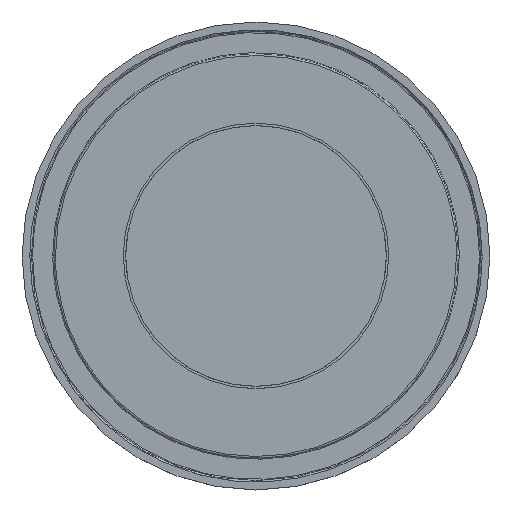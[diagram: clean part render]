
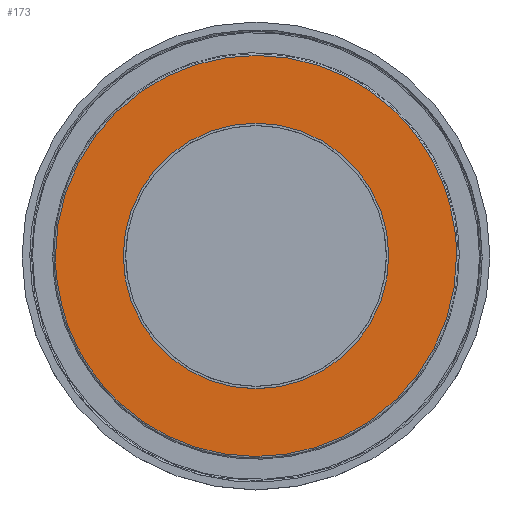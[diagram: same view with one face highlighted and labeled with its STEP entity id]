
A CAD part, top view. The second image highlights one B-rep face of the part: STEP entity #173.
In plain terms, the highlighted planar face has unit normal (0, 0, 1).
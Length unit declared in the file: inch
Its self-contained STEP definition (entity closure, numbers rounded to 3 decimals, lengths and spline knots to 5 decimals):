
#44 = DIRECTION ( 'NONE',  ( 0., 0., 1. ) ) ;
#99 = VERTEX_POINT ( 'NONE', #536 ) ;
#157 = EDGE_LOOP ( 'NONE', ( #2231, #2408 ) ) ;
#173 = ADVANCED_FACE ( 'NONE', ( #387, #1722 ), #2406, .F. ) ;
#205 = CIRCLE ( 'NONE', #256, 1.4525 ) ;
#254 = DIRECTION ( 'NONE',  ( 0., 0., 1. ) ) ;
#256 = AXIS2_PLACEMENT_3D ( 'NONE', #2293, #254, #1380 ) ;
#342 = AXIS2_PLACEMENT_3D ( 'NONE', #755, #44, #1202 ) ;
#376 = CARTESIAN_POINT ( 'NONE',  ( -2.194, 0., 0.235 ) ) ;
#387 = FACE_BOUND ( 'NONE', #157, .T. ) ;
#441 = EDGE_CURVE ( 'NONE', #2815, #99, #2839, .T. ) ;
#497 =( BOUNDED_CURVE ( )  B_SPLINE_CURVE ( 3, ( #611, #1733, #2822, #771 ),
 .UNSPECIFIED., .F., .T. ) 
 B_SPLINE_CURVE_WITH_KNOTS ( ( 4, 4 ),
 ( 0.5, 1. ),
 .UNSPECIFIED. ) 
 CURVE ( )  GEOMETRIC_REPRESENTATION_ITEM ( )  RATIONAL_B_SPLINE_CURVE ( ( 1., 0.333, 0.333, 1. ) ) 
 REPRESENTATION_ITEM ( '' )  );
#505 = CARTESIAN_POINT ( 'NONE',  ( -2.194, 0., 0.235 ) ) ;
#536 = CARTESIAN_POINT ( 'NONE',  ( 2.194, 0., 0.235 ) ) ;
#590 = CARTESIAN_POINT ( 'NONE',  ( 0., 0., 0.235 ) ) ;
#604 = CARTESIAN_POINT ( 'NONE',  ( -2.194, 4.388, 0.235 ) ) ;
#611 = CARTESIAN_POINT ( 'NONE',  ( 2.194, 0., 0.235 ) ) ;
#755 = CARTESIAN_POINT ( 'NONE',  ( 0., 0., 0.235 ) ) ;
#765 = CIRCLE ( 'NONE', #342, 1.4525 ) ;
#771 = CARTESIAN_POINT ( 'NONE',  ( -2.194, 0., 0.235 ) ) ;
#1143 = CARTESIAN_POINT ( 'NONE',  ( 0., 1.4525, 0.235 ) ) ;
#1202 = DIRECTION ( 'NONE',  ( -1., 0., 0. ) ) ;
#1268 = CARTESIAN_POINT ( 'NONE',  ( 2.194, 0., 0.235 ) ) ;
#1274 = VERTEX_POINT ( 'NONE', #1591 ) ;
#1315 = VERTEX_POINT ( 'NONE', #1143 ) ;
#1380 = DIRECTION ( 'NONE',  ( -1., 0., 0. ) ) ;
#1493 = DIRECTION ( 'NONE',  ( -1., 0., 0. ) ) ;
#1591 = CARTESIAN_POINT ( 'NONE',  ( 0., -1.4525, 0.235 ) ) ;
#1715 = EDGE_CURVE ( 'NONE', #1315, #1274, #205, .T. ) ;
#1722 = FACE_OUTER_BOUND ( 'NONE', #2562, .T. ) ;
#1733 = CARTESIAN_POINT ( 'NONE',  ( 2.194, -4.388, 0.235 ) ) ;
#1979 = DIRECTION ( 'NONE',  ( 0., 0., -1. ) ) ;
#2062 = ORIENTED_EDGE ( 'NONE', *, *, #2500, .F. ) ;
#2110 = ORIENTED_EDGE ( 'NONE', *, *, #441, .F. ) ;
#2210 = AXIS2_PLACEMENT_3D ( 'NONE', #590, #1979, #1493 ) ;
#2231 = ORIENTED_EDGE ( 'NONE', *, *, #2588, .F. ) ;
#2293 = CARTESIAN_POINT ( 'NONE',  ( 0., 0., 0.235 ) ) ;
#2406 = PLANE ( 'NONE',  #2210 ) ;
#2408 = ORIENTED_EDGE ( 'NONE', *, *, #1715, .F. ) ;
#2500 = EDGE_CURVE ( 'NONE', #99, #2815, #497, .T. ) ;
#2562 = EDGE_LOOP ( 'NONE', ( #2110, #2062 ) ) ;
#2588 = EDGE_CURVE ( 'NONE', #1274, #1315, #765, .T. ) ;
#2614 = CARTESIAN_POINT ( 'NONE',  ( 2.194, 4.388, 0.235 ) ) ;
#2815 = VERTEX_POINT ( 'NONE', #505 ) ;
#2822 = CARTESIAN_POINT ( 'NONE',  ( -2.194, -4.388, 0.235 ) ) ;
#2839 =( BOUNDED_CURVE ( )  B_SPLINE_CURVE ( 3, ( #376, #604, #2614, #1268 ),
 .UNSPECIFIED., .F., .T. ) 
 B_SPLINE_CURVE_WITH_KNOTS ( ( 4, 4 ),
 ( 0., 0.5 ),
 .UNSPECIFIED. ) 
 CURVE ( )  GEOMETRIC_REPRESENTATION_ITEM ( )  RATIONAL_B_SPLINE_CURVE ( ( 1., 0.333, 0.333, 1. ) ) 
 REPRESENTATION_ITEM ( '' )  );
